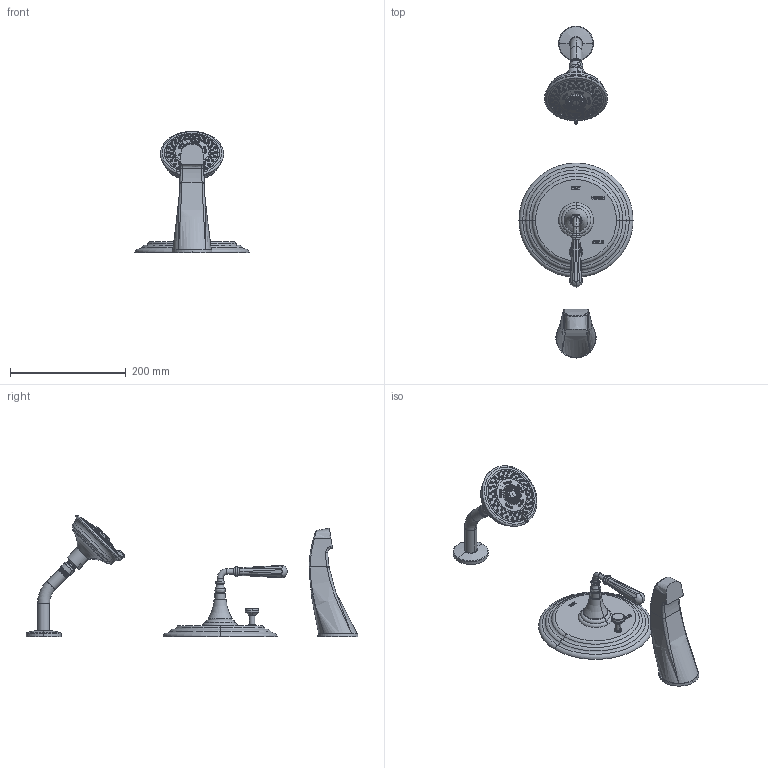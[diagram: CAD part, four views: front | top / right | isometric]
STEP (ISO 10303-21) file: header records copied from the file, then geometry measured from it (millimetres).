
FILE_DESCRIPTION((''),'2;1');
FILE_NAME('3-1742BP','2021-05-27T15:28:19',('jinson.thomas'),(''),'CREO PARAMETRIC BY PTC INC, 2018400','CREO PARAMETRIC BY PTC INC, 2018400','');
FILE_SCHEMA(('CONFIG_CONTROL_DESIGN'));
Length unit declared in the file: inch
Products named in the file (1): 3-1742BP
Bounding box: 196.85 x 572.96 x 209.53 mm (x, y, z)
Volume: 1228656.3 mm3; surface area: 163213.4 mm2
Topology: 3 solids, 3 shells, 1348 faces, 2947 edges, 1776 vertices
Faces by surface type: torus 365, cone 308, plane 250, cylinder 212, bspline 139, extrusion 64, sphere 8, revolution 2
Entity records: 57343 total; most frequent: CARTESIAN_POINT 28916, ORIENTED_EDGE 5886, DIRECTION 5717, EDGE_CURVE 2943, AXIS2_PLACEMENT_3D 2361, VERTEX_POINT 1776, EDGE_LOOP 1539, FACE_OUTER_BOUND 1348
